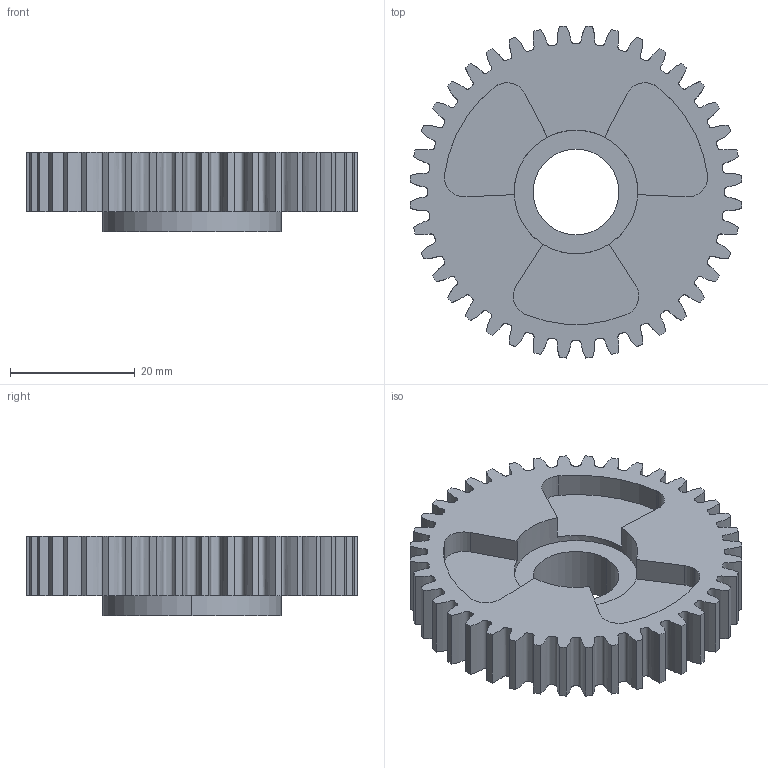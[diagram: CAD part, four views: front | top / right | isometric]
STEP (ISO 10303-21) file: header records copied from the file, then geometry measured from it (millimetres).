
FILE_DESCRIPTION (( 'STEP AP214' ), '1' );
FILE_NAME ('WCP-0093 Rev1.STEP', '2019-01-30T09:50:12', ( '' ), ( '' ), 'SwSTEP 2.0', 'SolidWorks 2018', '' );
FILE_SCHEMA (( 'AUTOMOTIVE_DESIGN' ));
Length unit declared in the file: inch
Products named in the file (1): WCP-0093 Rev1
Bounding box: 53.25 x 53.25 x 12.75 mm (x, y, z)
Volume: 16907.8 mm3; surface area: 9649.1 mm2
Topology: 2 solids, 2 shells, 119 faces, 336 edges, 224 vertices
Faces by surface type: cylinder 63, bspline 40, plane 16
Entity records: 17637 total; most frequent: CARTESIAN_POINT 14480, ORIENTED_EDGE 672, DIRECTION 548, EDGE_CURVE 336, VERTEX_POINT 224, AXIS2_PLACEMENT_3D 212, CIRCLE 132, EDGE_LOOP 126
